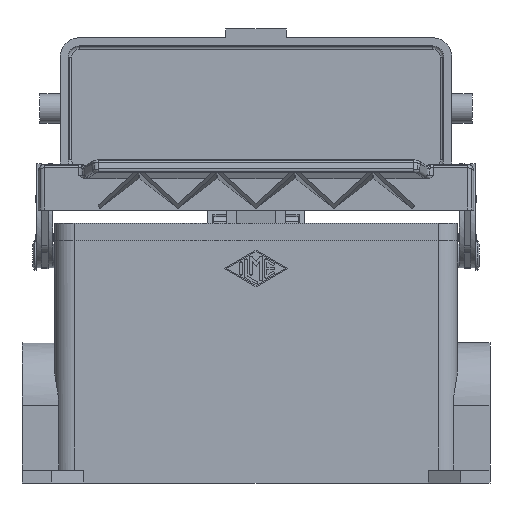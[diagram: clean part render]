
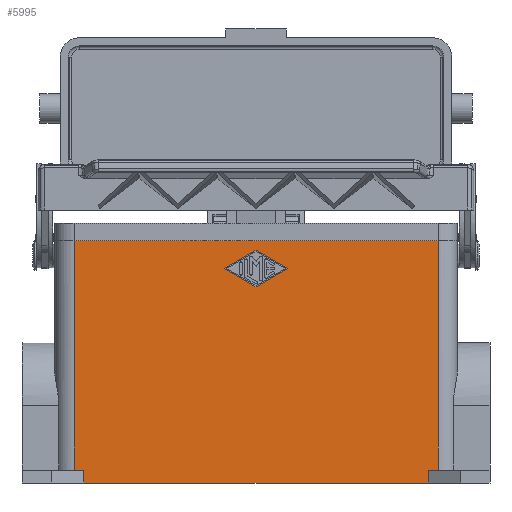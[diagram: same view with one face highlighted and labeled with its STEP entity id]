
A CAD part, front view. The second image highlights one B-rep face of the part: STEP entity #5995.
In plain terms, the highlighted planar face has unit normal (0, -1, 0).
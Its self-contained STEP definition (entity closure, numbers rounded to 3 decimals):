
#5153=CARTESIAN_POINT('',(-9.75,-21.75,15.));
#5154=VERTEX_POINT('',#5153);
#5161=CARTESIAN_POINT('',(0.,-21.75,9.375));
#5162=VERTEX_POINT('',#5161);
#5163=CARTESIAN_POINT('',(0.,-21.75,9.375));
#5164=DIRECTION('',(-0.866,0.0,0.5));
#5165=VECTOR('',#5164,11.256);
#5166=LINE('',#5163,#5165);
#5167=EDGE_CURVE('',#5162,#5154,#5166,.T.);
#5192=CARTESIAN_POINT('',(9.75,-21.75,15.));
#5193=VERTEX_POINT('',#5192);
#5194=CARTESIAN_POINT('',(9.75,-21.75,15.));
#5195=DIRECTION('',(-0.866,0.0,-0.5));
#5196=VECTOR('',#5195,11.256);
#5197=LINE('',#5194,#5196);
#5198=EDGE_CURVE('',#5193,#5162,#5197,.T.);
#5223=CARTESIAN_POINT('',(0.,-21.75,20.625));
#5224=VERTEX_POINT('',#5223);
#5225=CARTESIAN_POINT('',(0.,-21.75,20.625));
#5226=DIRECTION('',(0.866,0.0,-0.5));
#5227=VECTOR('',#5226,11.256);
#5228=LINE('',#5225,#5227);
#5229=EDGE_CURVE('',#5224,#5193,#5228,.T.);
#5252=CARTESIAN_POINT('',(-9.75,-21.75,15.));
#5253=DIRECTION('',(0.866,0.0,0.5));
#5254=VECTOR('',#5253,11.256);
#5255=LINE('',#5252,#5254);
#5256=EDGE_CURVE('',#5154,#5224,#5255,.T.);
#5918=CARTESIAN_POINT('',(53.0,-21.75,-51.0));
#5919=DIRECTION('',(0.0,-1.0,0.0));
#5920=DIRECTION('',(0.0,0.0,-1.0));
#5921=AXIS2_PLACEMENT_3D('',#5918,#5919,#5920);
#5922=PLANE('',#5921);
#5923=CARTESIAN_POINT('',(-53.0,-21.75,-51.0));
#5924=VERTEX_POINT('',#5923);
#5925=CARTESIAN_POINT('',(-53.0,-21.75,-47.));
#5926=VERTEX_POINT('',#5925);
#5927=CARTESIAN_POINT('',(-53.0,-21.75,-51.0));
#5928=DIRECTION('',(0.0,0.0,1.0));
#5929=VECTOR('',#5928,4.);
#5930=LINE('',#5927,#5929);
#5931=EDGE_CURVE('',#5924,#5926,#5930,.T.);
#5932=ORIENTED_EDGE('',*,*,#5931,.F.);
#5933=CARTESIAN_POINT('',(53.0,-21.75,-51.0));
#5934=VERTEX_POINT('',#5933);
#5935=CARTESIAN_POINT('',(53.0,-21.75,-51.0));
#5936=DIRECTION('',(-1.0,0.0,0.0));
#5937=VECTOR('',#5936,106.0);
#5938=LINE('',#5935,#5937);
#5939=EDGE_CURVE('',#5934,#5924,#5938,.T.);
#5940=ORIENTED_EDGE('',*,*,#5939,.F.);
#5941=CARTESIAN_POINT('',(53.0,-21.75,-47.));
#5942=VERTEX_POINT('',#5941);
#5943=CARTESIAN_POINT('',(53.0,-21.75,-51.0));
#5944=DIRECTION('',(0.0,0.0,1.0));
#5945=VECTOR('',#5944,4.);
#5946=LINE('',#5943,#5945);
#5947=EDGE_CURVE('',#5934,#5942,#5946,.T.);
#5948=ORIENTED_EDGE('',*,*,#5947,.T.);
#5949=CARTESIAN_POINT('',(56.0,-21.75,-47.));
#5950=VERTEX_POINT('',#5949);
#5951=CARTESIAN_POINT('',(56.0,-21.75,-47.));
#5952=DIRECTION('',(-1.0,0.0,0.0));
#5953=VECTOR('',#5952,3.0);
#5954=LINE('',#5951,#5953);
#5955=EDGE_CURVE('',#5950,#5942,#5954,.T.);
#5956=ORIENTED_EDGE('',*,*,#5955,.F.);
#5957=CARTESIAN_POINT('',(56.0,-21.75,23.5));
#5958=VERTEX_POINT('',#5957);
#5959=CARTESIAN_POINT('',(56.0,-21.75,-47.));
#5960=DIRECTION('',(0.0,0.0,1.0));
#5961=VECTOR('',#5960,70.5);
#5962=LINE('',#5959,#5961);
#5963=EDGE_CURVE('',#5950,#5958,#5962,.T.);
#5964=ORIENTED_EDGE('',*,*,#5963,.T.);
#5965=CARTESIAN_POINT('',(-56.0,-21.75,23.5));
#5966=VERTEX_POINT('',#5965);
#5967=CARTESIAN_POINT('',(56.0,-21.75,23.5));
#5968=DIRECTION('',(-1.0,0.0,0.0));
#5969=VECTOR('',#5968,112.0);
#5970=LINE('',#5967,#5969);
#5971=EDGE_CURVE('',#5958,#5966,#5970,.T.);
#5972=ORIENTED_EDGE('',*,*,#5971,.T.);
#5973=CARTESIAN_POINT('',(-56.0,-21.75,-47.));
#5974=VERTEX_POINT('',#5973);
#5975=CARTESIAN_POINT('',(-56.0,-21.75,-47.));
#5976=DIRECTION('',(0.0,0.0,1.0));
#5977=VECTOR('',#5976,70.5);
#5978=LINE('',#5975,#5977);
#5979=EDGE_CURVE('',#5974,#5966,#5978,.T.);
#5980=ORIENTED_EDGE('',*,*,#5979,.F.);
#5981=CARTESIAN_POINT('',(-53.0,-21.75,-47.));
#5982=DIRECTION('',(-1.0,0.0,0.0));
#5983=VECTOR('',#5982,3.0);
#5984=LINE('',#5981,#5983);
#5985=EDGE_CURVE('',#5926,#5974,#5984,.T.);
#5986=ORIENTED_EDGE('',*,*,#5985,.F.);
#5987=EDGE_LOOP('',(#5932,#5940,#5948,#5956,#5964,#5972,#5980,#5986));
#5988=FACE_OUTER_BOUND('',#5987,.T.);
#5989=ORIENTED_EDGE('',*,*,#5167,.T.);
#5990=ORIENTED_EDGE('',*,*,#5256,.T.);
#5991=ORIENTED_EDGE('',*,*,#5229,.T.);
#5992=ORIENTED_EDGE('',*,*,#5198,.T.);
#5993=EDGE_LOOP('',(#5989,#5990,#5991,#5992));
#5994=FACE_BOUND('',#5993,.T.);
#5995=ADVANCED_FACE('',(#5988,#5994),#5922,.T.);
